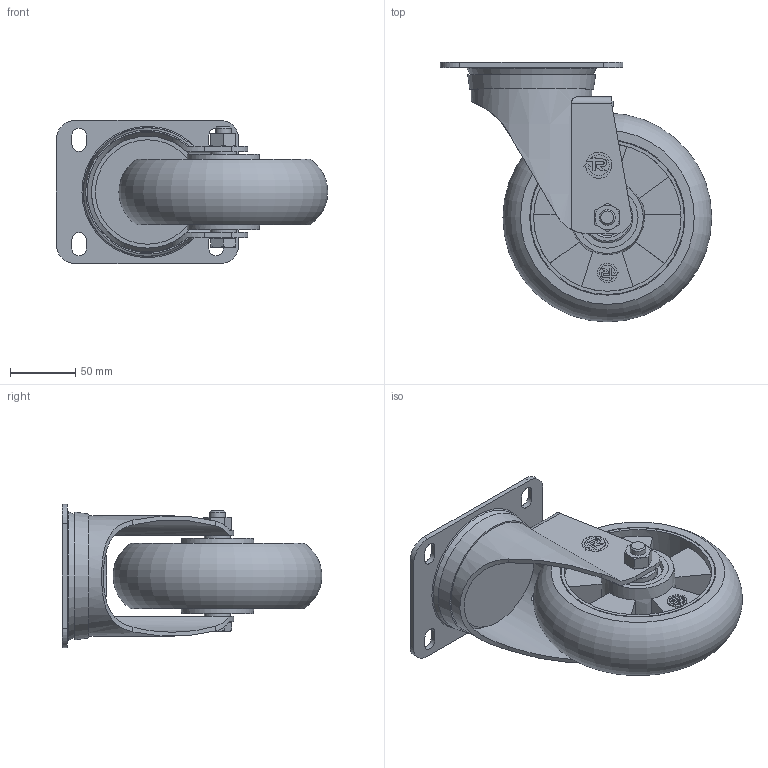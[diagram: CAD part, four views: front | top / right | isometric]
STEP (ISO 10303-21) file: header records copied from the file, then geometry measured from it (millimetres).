
FILE_DESCRIPTION( ( 'STEP AP214' ), ' ' );
FILE_NAME( '624604.stp', '2018-04-04T07:39:48', ( '' ), ( '' ), ' ', 'PARTsolutions', ' ' );
FILE_SCHEMA( ( 'AUTOMOTIVE_DESIGN { 1 0 10303 214 1 1 1 1 }' ) );
Length unit declared in the file: millimetre
Products named in the file (8): 624604; _624144; _Serie 62 ER HUB -622144- 20; _Serie 62 ER SHAFT - 622144- 20; _Shaft 160-M12-50-20600; _SRP/M 160-140x110-b; _Bolt M12(20-160-50-85GREY); _Nut M12(GREY)
Assembly tree (8 placements, depth 2):
  624604
    _624144
    _Serie 62 ER HUB -622144- 20  x2
    _Serie 62 ER SHAFT - 622144- 20
    _Shaft 160-M12-50-20600
    _SRP/M 160-140x110-b
    _Bolt M12(20-160-50-85GREY)
    _Nut M12(GREY)
Bounding box: 207.99 x 198.99 x 110 mm (x, y, z)
Volume: 782929.4 mm3; surface area: 221188.1 mm2
Topology: 8 solids, 8 shells, 316 faces, 774 edges, 500 vertices
Faces by surface type: plane 190, cylinder 80, cone 27, torus 16, bspline 3
Full cylindrical faces by diameter (mm): 10.106 x1, 12 x4, 16.47 x1, 20 x3, 21 x2, 25 x1, 28.08 x4, 30.79 x4, 32 x1, 36.21 x4, 38.92 x4, 44 x1, 47 x4, 80 x1, 86 x1, 113 x1, 118 x2, 119 x2
Entity records: 11511 total; most frequent: CARTESIAN_POINT 2060, DIRECTION 1456, ORIENTED_EDGE 1358, EDGE_CURVE 679, AXIS2_PLACEMENT_3D 537, VERTEX_POINT 476, EDGE_LOOP 398, LINE 382
